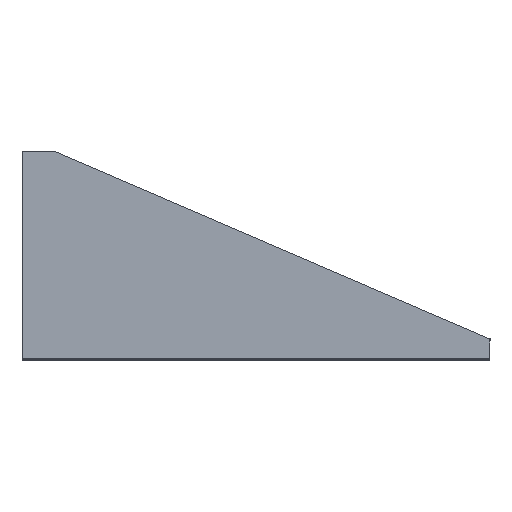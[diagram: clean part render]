
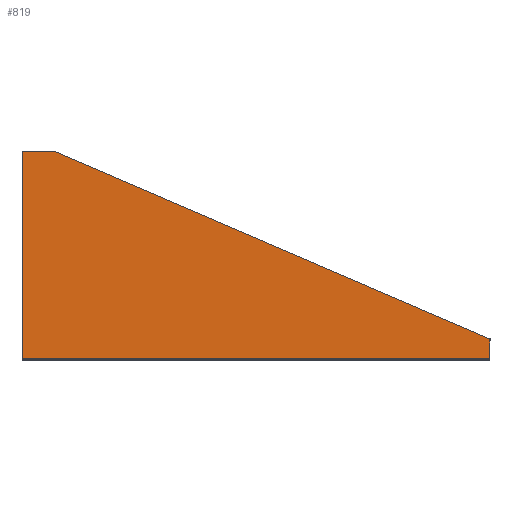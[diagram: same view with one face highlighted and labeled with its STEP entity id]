
A CAD part, top view. The second image highlights one B-rep face of the part: STEP entity #819.
In plain terms, the highlighted planar face has unit normal (0, 0, 1).
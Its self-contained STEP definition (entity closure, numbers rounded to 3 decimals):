
#103=FACE_OUTER_BOUND('',#155,.T.);
#155=EDGE_LOOP('',(#593,#594,#595,#596,#597,#598));
#224=LINE('',#1201,#304);
#228=LINE('',#1209,#308);
#231=LINE('',#1216,#311);
#235=LINE('',#1232,#315);
#238=LINE('',#1245,#318);
#239=LINE('',#1246,#319);
#304=VECTOR('',#963,10.);
#308=VECTOR('',#969,10.);
#311=VECTOR('',#974,10.);
#315=VECTOR('',#988,10.);
#318=VECTOR('',#1001,10.);
#319=VECTOR('',#1002,10.);
#383=VERTEX_POINT('',#1199);
#384=VERTEX_POINT('',#1200);
#387=VERTEX_POINT('',#1208);
#389=VERTEX_POINT('',#1214);
#390=VERTEX_POINT('',#1215);
#397=VERTEX_POINT('',#1231);
#456=EDGE_CURVE('',#383,#384,#224,.T.);
#460=EDGE_CURVE('',#387,#383,#228,.T.);
#463=EDGE_CURVE('',#389,#390,#231,.T.);
#471=EDGE_CURVE('',#389,#397,#235,.T.);
#478=EDGE_CURVE('',#390,#384,#238,.T.);
#479=EDGE_CURVE('',#397,#387,#239,.T.);
#593=ORIENTED_EDGE('',*,*,#463,.T.);
#594=ORIENTED_EDGE('',*,*,#478,.T.);
#595=ORIENTED_EDGE('',*,*,#456,.F.);
#596=ORIENTED_EDGE('',*,*,#460,.F.);
#597=ORIENTED_EDGE('',*,*,#479,.F.);
#598=ORIENTED_EDGE('',*,*,#471,.F.);
#791=PLANE('',#886);
#819=ADVANCED_FACE('',(#103),#791,.T.);
#886=AXIS2_PLACEMENT_3D('',#1244,#999,#1000);
#963=DIRECTION('',(0.,-1.,0.));
#969=DIRECTION('',(0.918,-0.396,0.));
#974=DIRECTION('',(1.,0.,0.));
#988=DIRECTION('',(0.,1.,0.));
#999=DIRECTION('center_axis',(0.,0.,1.));
#1000=DIRECTION('ref_axis',(1.,0.,0.));
#1001=DIRECTION('',(0.,1.,0.));
#1002=DIRECTION('',(1.,0.,0.));
#1199=CARTESIAN_POINT('',(70.,7.,75.));
#1200=CARTESIAN_POINT('',(70.,5.,75.));
#1201=CARTESIAN_POINT('',(70.,7.,75.));
#1208=CARTESIAN_POINT('',(5.,35.,75.));
#1209=CARTESIAN_POINT('',(5.,35.,75.));
#1214=CARTESIAN_POINT('',(0.,4.,75.));
#1215=CARTESIAN_POINT('',(70.,4.,75.));
#1216=CARTESIAN_POINT('',(17.5,4.,75.));
#1231=CARTESIAN_POINT('',(0.,35.,75.));
#1232=CARTESIAN_POINT('',(0.,0.,75.));
#1244=CARTESIAN_POINT('Origin',(0.,0.,75.));
#1245=CARTESIAN_POINT('',(70.,0.,75.));
#1246=CARTESIAN_POINT('',(5.,35.,75.));
